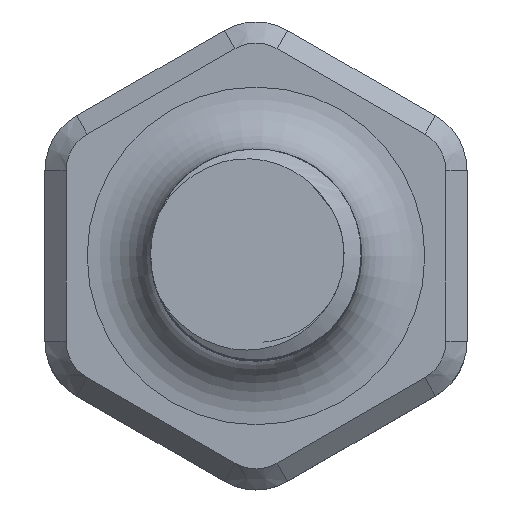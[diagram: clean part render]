
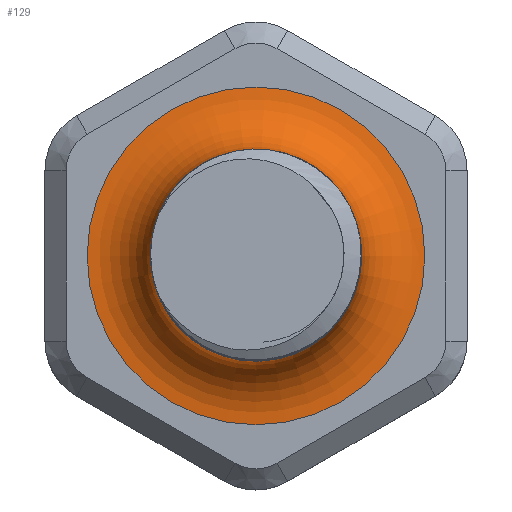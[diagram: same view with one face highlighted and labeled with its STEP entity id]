
A CAD part, top view. The second image highlights one B-rep face of the part: STEP entity #129.
In plain terms, the highlighted toroidal (fillet/blend) face has major radius 8 mm and minor radius 3 mm.
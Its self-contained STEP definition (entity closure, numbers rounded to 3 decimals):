
#48=TOROIDAL_SURFACE('',#777,8.,3.);
#129=ADVANCED_FACE('',(#302,#303),#48,.F.);
#302=FACE_BOUND('',#322,.T.);
#303=FACE_BOUND('',#323,.T.);
#322=EDGE_LOOP('',(#434));
#323=EDGE_LOOP('',(#435));
#434=ORIENTED_EDGE('',*,*,#662,.F.);
#435=ORIENTED_EDGE('',*,*,#606,.F.);
#548=VERTEX_POINT('',#1012);
#603=VERTEX_POINT('',#1656);
#606=EDGE_CURVE('',#548,#548,#704,.T.);
#662=EDGE_CURVE('',#603,#603,#719,.T.);
#704=CIRCLE('',#733,5.);
#719=CIRCLE('',#757,8.);
#733=AXIS2_PLACEMENT_3D('',#1011,#806,#807);
#757=AXIS2_PLACEMENT_3D('',#1655,#891,#892);
#777=AXIS2_PLACEMENT_3D('',#1676,#931,#932);
#806=DIRECTION('',(0.,0.,1.));
#807=DIRECTION('',(1.,0.,0.));
#891=DIRECTION('',(0.,0.,-1.));
#892=DIRECTION('',(1.,0.,0.));
#931=DIRECTION('',(0.,0.,1.));
#932=DIRECTION('',(1.,0.,0.));
#1011=CARTESIAN_POINT('',(0.,0.,3.));
#1012=CARTESIAN_POINT('',(5.,0.,3.));
#1655=CARTESIAN_POINT('',(0.,0.,0.));
#1656=CARTESIAN_POINT('',(8.,0.,0.));
#1676=CARTESIAN_POINT('',(0.,0.,3.));
